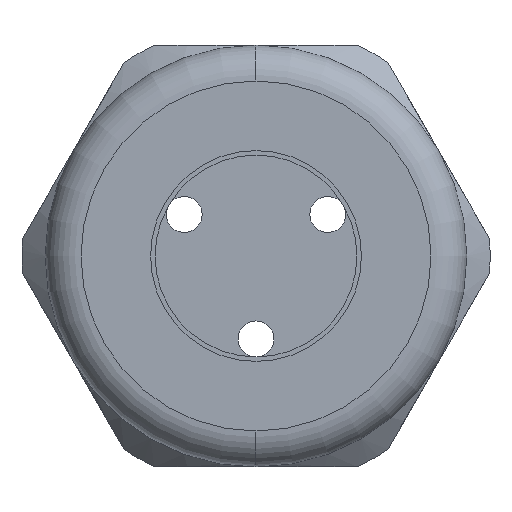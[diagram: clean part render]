
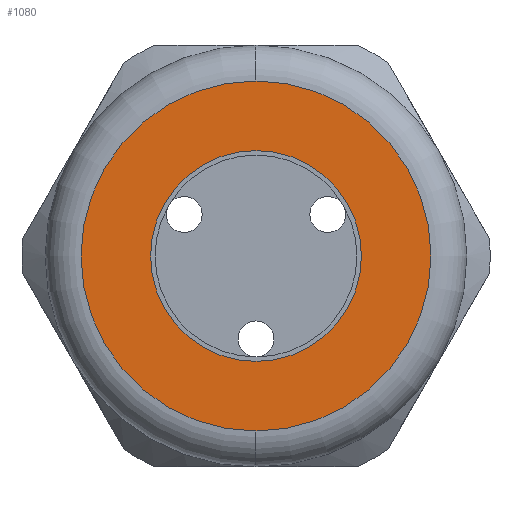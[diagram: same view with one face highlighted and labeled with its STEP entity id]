
A CAD part, left-side view. The second image highlights one B-rep face of the part: STEP entity #1080.
In plain terms, the highlighted planar face has unit normal (-1, 0, 0).
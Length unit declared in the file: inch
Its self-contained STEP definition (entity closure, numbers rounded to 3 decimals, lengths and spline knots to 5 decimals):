
#565 = EDGE_CURVE ( 'NONE', #566, #567, #2734, .T. ) ;
#566 = VERTEX_POINT ( 'NONE', #2729 ) ;
#567 = VERTEX_POINT ( 'NONE', #2728 ) ;
#590 = VERTEX_POINT ( 'NONE', #2747 ) ;
#592 = EDGE_CURVE ( 'NONE', #593, #590, #2746, .T. ) ;
#593 = VERTEX_POINT ( 'NONE', #2741 ) ;
#1080 = ADVANCED_FACE ( 'NONE', ( #3736, #3735 ), #3734, .T. ) ;
#1081 = EDGE_LOOP ( 'NONE', ( #1082, #1083 ) ) ;
#1082 = ORIENTED_EDGE ( 'NONE', *, *, #592, .T. ) ;
#1083 = ORIENTED_EDGE ( 'NONE', *, *, #1084, .T. ) ;
#1084 = EDGE_CURVE ( 'NONE', #590, #593, #3794, .T. ) ;
#1085 = EDGE_LOOP ( 'NONE', ( #1086, #1144 ) ) ;
#1086 = ORIENTED_EDGE ( 'NONE', *, *, #1087, .T. ) ;
#1087 = EDGE_CURVE ( 'NONE', #567, #566, #3789, .T. ) ;
#1144 = ORIENTED_EDGE ( 'NONE', *, *, #565, .T. ) ;
#2728 = CARTESIAN_POINT ( 'NONE',  ( -1.37, 0., -0.235 ) ) ;
#2729 = CARTESIAN_POINT ( 'NONE',  ( -1.37, 0., 0.235 ) ) ;
#2730 = DIRECTION ( 'NONE',  ( 0., 0., -1. ) ) ;
#2731 = DIRECTION ( 'NONE',  ( 1., 0., 0. ) ) ;
#2732 = CARTESIAN_POINT ( 'NONE',  ( -1.37, 0., 0. ) ) ;
#2733 = AXIS2_PLACEMENT_3D ( 'NONE', #2732, #2731, #2730 ) ;
#2734 = CIRCLE ( 'NONE', #2733, 0.235 ) ;
#2741 = CARTESIAN_POINT ( 'NONE',  ( -1.37, 0., 0.39 ) ) ;
#2742 = DIRECTION ( 'NONE',  ( 0., 0., 1. ) ) ;
#2743 = DIRECTION ( 'NONE',  ( -1., 0., 0. ) ) ;
#2744 = CARTESIAN_POINT ( 'NONE',  ( -1.37, 0., 0. ) ) ;
#2745 = AXIS2_PLACEMENT_3D ( 'NONE', #2744, #2743, #2742 ) ;
#2746 = CIRCLE ( 'NONE', #2745, 0.39 ) ;
#2747 = CARTESIAN_POINT ( 'NONE',  ( -1.37, 0., -0.39 ) ) ;
#3730 = DIRECTION ( 'NONE',  ( 0., 0., 1. ) ) ;
#3731 = DIRECTION ( 'NONE',  ( -1., 0., 0. ) ) ;
#3732 = CARTESIAN_POINT ( 'NONE',  ( -1.37, 0.47, 0. ) ) ;
#3733 = AXIS2_PLACEMENT_3D ( 'NONE', #3732, #3731, #3730 ) ;
#3734 = PLANE ( 'NONE',  #3733 ) ;
#3735 = FACE_BOUND ( 'NONE', #1085, .T. ) ;
#3736 = FACE_OUTER_BOUND ( 'NONE', #1081, .T. ) ;
#3785 = DIRECTION ( 'NONE',  ( 0., 0., -1. ) ) ;
#3786 = DIRECTION ( 'NONE',  ( 1., 0., 0. ) ) ;
#3787 = CARTESIAN_POINT ( 'NONE',  ( -1.37, 0., 0. ) ) ;
#3788 = AXIS2_PLACEMENT_3D ( 'NONE', #3787, #3786, #3785 ) ;
#3789 = CIRCLE ( 'NONE', #3788, 0.235 ) ;
#3790 = DIRECTION ( 'NONE',  ( 0., 0., 1. ) ) ;
#3791 = DIRECTION ( 'NONE',  ( -1., 0., 0. ) ) ;
#3792 = CARTESIAN_POINT ( 'NONE',  ( -1.37, 0., 0. ) ) ;
#3793 = AXIS2_PLACEMENT_3D ( 'NONE', #3792, #3791, #3790 ) ;
#3794 = CIRCLE ( 'NONE', #3793, 0.39 ) ;
